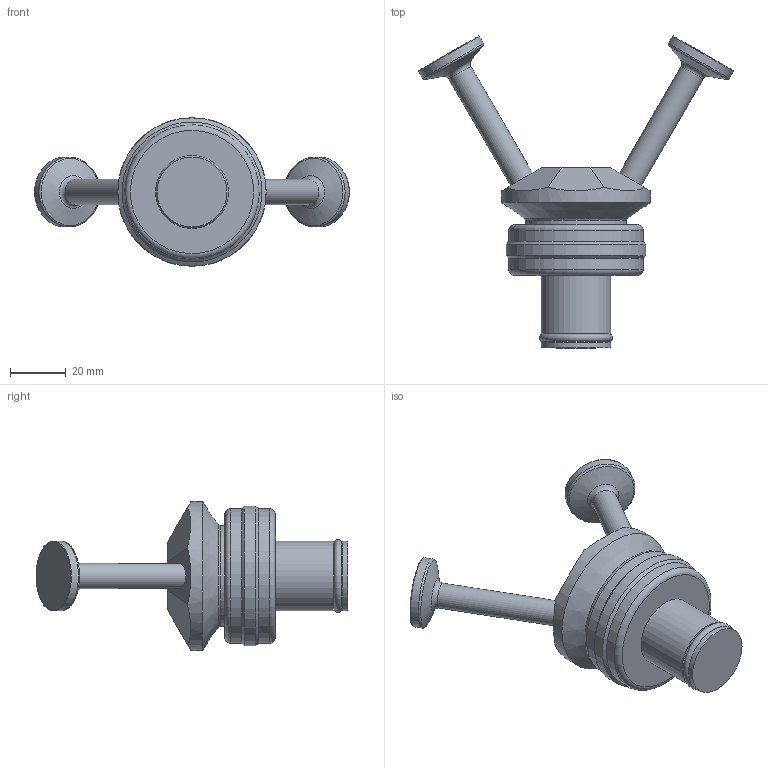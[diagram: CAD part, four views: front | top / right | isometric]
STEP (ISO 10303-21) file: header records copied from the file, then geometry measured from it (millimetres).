
FILE_DESCRIPTION(/* description */ (''),/* implementation_level */ '2;1');
FILE_NAME(/* name */ '310002.stp',/* time_stamp */ '2024-02-01T09:01:11+01:00',/* author */ ('mbs'),/* organization */ (''),/* preprocessor_version */ 'ST-DEVELOPER v18.1',/* originating_system */ 'Autodesk Inventor 2022',/* authorisation */ '');
FILE_SCHEMA (('AUTOMOTIVE_DESIGN { 1 0 10303 214 3 1 1 }'));
Length unit declared in the file: millimetre
Products named in the file (1): 310002
Bounding box: 112.39 x 111.44 x 53 mm (x, y, z)
Volume: 87966.8 mm3; surface area: 17850.9 mm2
Topology: 2 solids, 2 shells, 46 faces, 109 edges, 72 vertices
Faces by surface type: plane 16, cylinder 13, torus 12, cone 5
Full cylindrical faces by diameter (mm): 9 x2, 20.8 x2, 25 x4, 36 x1, 48 x2, 50 x1, 53 x1
Entity records: 1505 total; most frequent: DIRECTION 278, CARTESIAN_POINT 228, ORIENTED_EDGE 218, AXIS2_PLACEMENT_3D 122, EDGE_CURVE 109, VERTEX_POINT 71, CIRCLE 66, EDGE_LOOP 52
